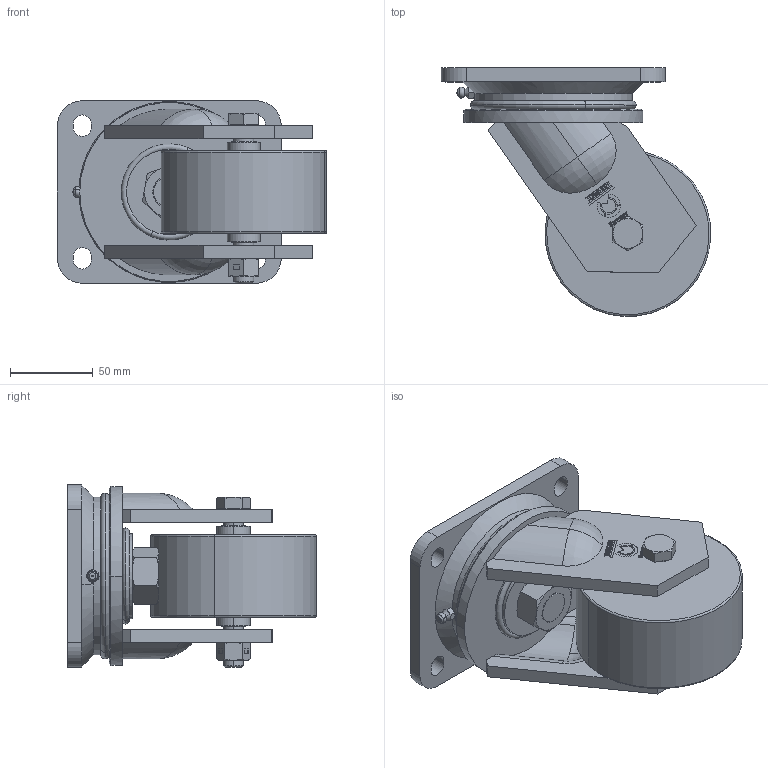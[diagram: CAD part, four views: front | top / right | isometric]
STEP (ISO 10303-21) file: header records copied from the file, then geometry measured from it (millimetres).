
FILE_DESCRIPTION (( 'STEP AP214' ), '1' );
FILE_NAME ('0019268K_L-HB-STS-100-K-3.STEP', '2015-08-07T11:07:53', ( '' ), ( '' ), 'SwSTEP 2.0', 'SolidWorks 2014', '' );
FILE_SCHEMA (( 'AUTOMOTIVE_DESIGN' ));
Length unit declared in the file: millimetre
Products named in the file (2): 0019268K_L-HB-STS-100-K-3
Bounding box: 162.41 x 149.91 x 110 mm (x, y, z)
Volume: 829233.5 mm3; surface area: 174145.7 mm2
Topology: 24 solids, 24 shells, 857 faces, 2142 edges, 1379 vertices
Faces by surface type: plane 391, bspline 208, cylinder 131, torus 70, cone 55, sphere 2
Entity records: 40765 total; most frequent: CARTESIAN_POINT 11789, ORIENTED_EDGE 4274, DIRECTION 3373, EDGE_CURVE 2137, VERTEX_POINT 1378, VECTOR 1187, LINE 1187, AXIS2_PLACEMENT_3D 1093
